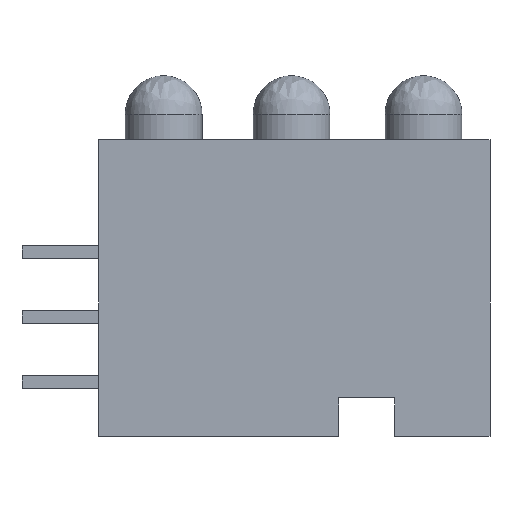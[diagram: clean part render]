
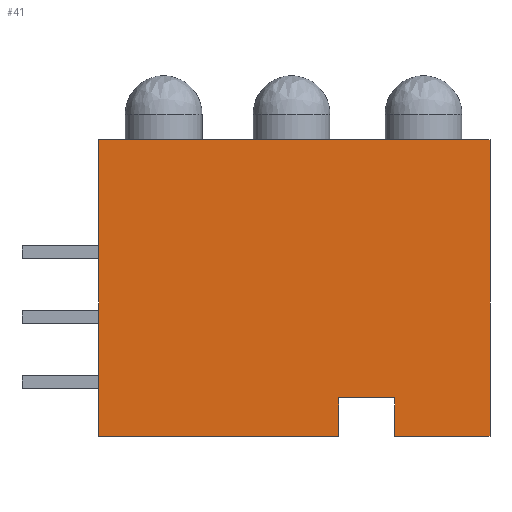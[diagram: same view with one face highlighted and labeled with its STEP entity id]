
A CAD part, front view. The second image highlights one B-rep face of the part: STEP entity #41.
In plain terms, the highlighted planar face has unit normal (0, -1, 0).
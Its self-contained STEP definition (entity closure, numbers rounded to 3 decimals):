
#41 = ADVANCED_FACE ( 'NONE', ( #1201 ), #1592, .T. ) ;
#91 = EDGE_LOOP ( 'NONE', ( #1332, #365, #1049, #1154, #2026, #1927, #1363, #1777 ) ) ;
#144 = CARTESIAN_POINT ( 'NONE',  ( -2.54, -2.2, -12.6 ) ) ;
#214 = EDGE_CURVE ( 'NONE', #870, #1856, #2022, .T. ) ;
#360 = EDGE_CURVE ( 'NONE', #1576, #2266, #448, .T. ) ;
#365 = ORIENTED_EDGE ( 'NONE', *, *, #2045, .T. ) ;
#419 = CARTESIAN_POINT ( 'NONE',  ( -2.54, -2.2, -2.5 ) ) ;
#424 = VERTEX_POINT ( 'NONE', #2329 ) ;
#448 = LINE ( 'NONE', #1128, #1946 ) ;
#450 = CARTESIAN_POINT ( 'NONE',  ( 12.76, -2.2, -2.5 ) ) ;
#631 = CARTESIAN_POINT ( 'NONE',  ( 12.76, -2.2, -1. ) ) ;
#703 = CARTESIAN_POINT ( 'NONE',  ( -2.54, -2.2, -2.5 ) ) ;
#710 = VECTOR ( 'NONE', #2243, 1000. ) ;
#870 = VERTEX_POINT ( 'NONE', #1816 ) ;
#927 = LINE ( 'NONE', #1643, #1455 ) ;
#932 = LINE ( 'NONE', #2006, #2104 ) ;
#958 = CARTESIAN_POINT ( 'NONE',  ( -2.54, -2.2, -12.6 ) ) ;
#987 = EDGE_CURVE ( 'NONE', #1543, #2304, #1090, .T. ) ;
#1049 = ORIENTED_EDGE ( 'NONE', *, *, #2042, .T. ) ;
#1056 = DIRECTION ( 'NONE',  ( 0., 0., -1. ) ) ;
#1067 = EDGE_CURVE ( 'NONE', #2304, #1339, #1519, .T. ) ;
#1090 = LINE ( 'NONE', #958, #2213 ) ;
#1128 = CARTESIAN_POINT ( 'NONE',  ( 6.845, -2.2, -2.5 ) ) ;
#1154 = ORIENTED_EDGE ( 'NONE', *, *, #987, .T. ) ;
#1201 = FACE_OUTER_BOUND ( 'NONE', #91, .T. ) ;
#1274 = LINE ( 'NONE', #1803, #2063 ) ;
#1332 = ORIENTED_EDGE ( 'NONE', *, *, #360, .T. ) ;
#1339 = VERTEX_POINT ( 'NONE', #631 ) ;
#1363 = ORIENTED_EDGE ( 'NONE', *, *, #214, .T. ) ;
#1407 = VECTOR ( 'NONE', #1815, 1000. ) ;
#1444 = DIRECTION ( 'NONE',  ( 1., 0., 0. ) ) ;
#1455 = VECTOR ( 'NONE', #2226, 1000. ) ;
#1519 = LINE ( 'NONE', #450, #710 ) ;
#1521 = EDGE_CURVE ( 'NONE', #1339, #870, #927, .T. ) ;
#1543 = VERTEX_POINT ( 'NONE', #2027 ) ;
#1576 = VERTEX_POINT ( 'NONE', #1899 ) ;
#1592 = PLANE ( 'NONE',  #1752 ) ;
#1596 = DIRECTION ( 'NONE',  ( 1., 0., 0. ) ) ;
#1643 = CARTESIAN_POINT ( 'NONE',  ( -2.54, -2.2, -1. ) ) ;
#1673 = DIRECTION ( 'NONE',  ( 0., 0., 1. ) ) ;
#1674 = DIRECTION ( 'NONE',  ( 1., 0., 0. ) ) ;
#1752 = AXIS2_PLACEMENT_3D ( 'NONE', #703, #2320, #1056 ) ;
#1777 = ORIENTED_EDGE ( 'NONE', *, *, #1810, .T. ) ;
#1781 = CARTESIAN_POINT ( 'NONE',  ( 12.76, -2.2, -12.6 ) ) ;
#1798 = VECTOR ( 'NONE', #1596, 1000. ) ;
#1803 = CARTESIAN_POINT ( 'NONE',  ( 9.045, -2.2, -2.5 ) ) ;
#1810 = EDGE_CURVE ( 'NONE', #1856, #1576, #1928, .T. ) ;
#1815 = DIRECTION ( 'NONE',  ( 0., 0., -1. ) ) ;
#1816 = CARTESIAN_POINT ( 'NONE',  ( -2.54, -2.2, -1. ) ) ;
#1856 = VERTEX_POINT ( 'NONE', #144 ) ;
#1879 = CARTESIAN_POINT ( 'NONE',  ( 6.845, -2.2, -11.1 ) ) ;
#1899 = CARTESIAN_POINT ( 'NONE',  ( 6.845, -2.2, -12.6 ) ) ;
#1927 = ORIENTED_EDGE ( 'NONE', *, *, #1521, .T. ) ;
#1928 = LINE ( 'NONE', #1938, #1798 ) ;
#1938 = CARTESIAN_POINT ( 'NONE',  ( -2.54, -2.2, -12.6 ) ) ;
#1946 = VECTOR ( 'NONE', #1673, 1000. ) ;
#1996 = DIRECTION ( 'NONE',  ( 0., 0., -1. ) ) ;
#2006 = CARTESIAN_POINT ( 'NONE',  ( -2.54, -2.2, -11.1 ) ) ;
#2022 = LINE ( 'NONE', #419, #1407 ) ;
#2026 = ORIENTED_EDGE ( 'NONE', *, *, #1067, .T. ) ;
#2027 = CARTESIAN_POINT ( 'NONE',  ( 9.045, -2.2, -12.6 ) ) ;
#2042 = EDGE_CURVE ( 'NONE', #424, #1543, #1274, .T. ) ;
#2045 = EDGE_CURVE ( 'NONE', #2266, #424, #932, .T. ) ;
#2063 = VECTOR ( 'NONE', #1996, 1000. ) ;
#2104 = VECTOR ( 'NONE', #1444, 1000. ) ;
#2213 = VECTOR ( 'NONE', #1674, 1000. ) ;
#2226 = DIRECTION ( 'NONE',  ( -1., 0., 0. ) ) ;
#2243 = DIRECTION ( 'NONE',  ( 0., 0., 1. ) ) ;
#2266 = VERTEX_POINT ( 'NONE', #1879 ) ;
#2304 = VERTEX_POINT ( 'NONE', #1781 ) ;
#2320 = DIRECTION ( 'NONE',  ( 0., -1., 0. ) ) ;
#2329 = CARTESIAN_POINT ( 'NONE',  ( 9.045, -2.2, -11.1 ) ) ;
